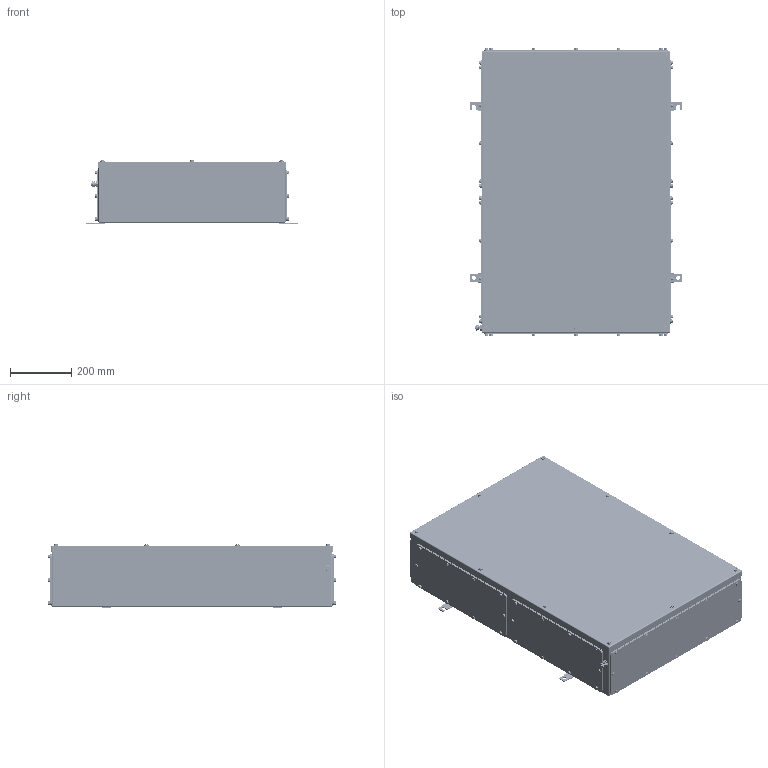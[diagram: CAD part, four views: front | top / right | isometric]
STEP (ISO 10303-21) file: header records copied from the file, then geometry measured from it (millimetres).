
FILE_DESCRIPTION(('CATIA V5 STEP Exchange','CAx-IF Rec.Pracs.--- Model Styling and Organization---1.4--- 2014-01-23'),'2;1');
FILE_NAME ('008708-4_2_1196690000_1196690000.stp','2019-09-25T11:52:57+00:00',('none'),('Weidmueller'),'CATIA Version 5-6 Release 2016 SP3 HF44','CATIA V5 STEP AP214','none');
FILE_SCHEMA(('AUTOMOTIVE_DESIGN { 1 0 10303 214 1 1 1 1 }'));
Products named in the file (1): Product7_AllCATPart
Bounding box: 691 x 936 x 208.5 mm (x, y, z)
Volume: 4394660.7 mm3; surface area: 4568830.2 mm2
Topology: 205 solids, 205 shells, 4359 faces, 9882 edges, 6141 vertices
Faces by surface type: cylinder 1968, plane 1473, cone 838, torus 64, sphere 16
Entity records: 116283 total; most frequent: CARTESIAN_POINT 25589, ORIENTED_EDGE 19400, DIRECTION 15015, EDGE_CURVE 9700, AXIS2_PLACEMENT_3D 7124, VERTEX_POINT 6141, EDGE_LOOP 5257, VECTOR 4846
